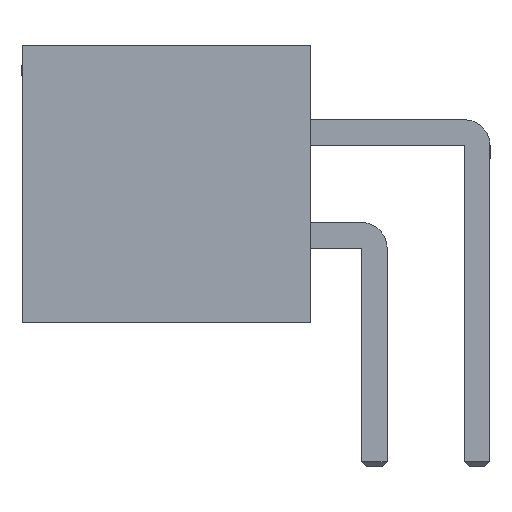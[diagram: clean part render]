
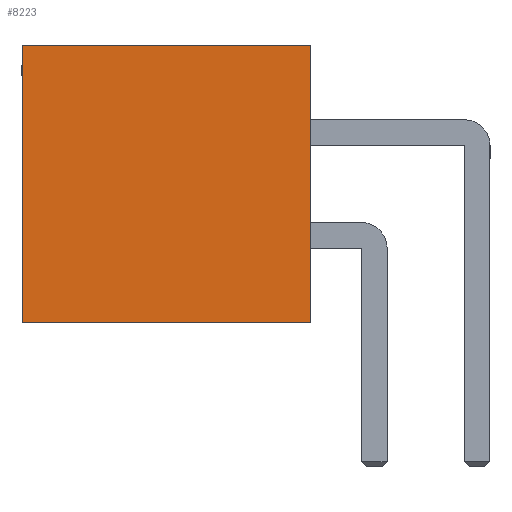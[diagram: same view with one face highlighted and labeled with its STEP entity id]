
A CAD part, left-side view. The second image highlights one B-rep face of the part: STEP entity #8223.
In plain terms, the highlighted planar face has unit normal (-1, 0, 0).
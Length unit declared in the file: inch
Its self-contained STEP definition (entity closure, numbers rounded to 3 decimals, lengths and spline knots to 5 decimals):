
#596 = EDGE_CURVE ( 'NONE', #6566, #6569, #2472, .T. ) ;
#852 = EDGE_CURVE ( 'NONE', #8315, #3602, #8652, .T. ) ;
#1259 = EDGE_CURVE ( 'NONE', #8315, #6569, #4357, .T. ) ;
#1869 = EDGE_CURVE ( 'NONE', #3602, #6566, #9917, .T. ) ;
#1977 = EDGE_LOOP ( 'NONE', ( #5493, #6170, #10050, #8293 ) ) ;
#2472 = LINE ( 'NONE', #8568, #9855 ) ;
#3602 = VERTEX_POINT ( 'NONE', #3755 ) ;
#3755 = CARTESIAN_POINT ( 'NONE',  ( 14.06823, 6.37943, -0.30709 ) ) ;
#3898 = CARTESIAN_POINT ( 'NONE',  ( 14.06823, 6.59203, -0.08661 ) ) ;
#3959 = CARTESIAN_POINT ( 'NONE',  ( 14.06823, 6.37943, -0.08661 ) ) ;
#3993 = VECTOR ( 'NONE', #9497, 39.37008 ) ;
#4357 = LINE ( 'NONE', #9458, #3993 ) ;
#5477 = DIRECTION ( 'NONE',  ( 0., -1., 0. ) ) ;
#5493 = ORIENTED_EDGE ( 'NONE', *, *, #852, .T. ) ;
#5526 = CARTESIAN_POINT ( 'NONE',  ( 14.06823, 6.37943, -0.30709 ) ) ;
#6170 = ORIENTED_EDGE ( 'NONE', *, *, #1869, .T. ) ;
#6566 = VERTEX_POINT ( 'NONE', #3959 ) ;
#6569 = VERTEX_POINT ( 'NONE', #3898 ) ;
#7004 = CARTESIAN_POINT ( 'NONE',  ( 14.06823, 6.59203, -0.30709 ) ) ;
#7590 = VECTOR ( 'NONE', #5477, 39.37008 ) ;
#7594 = DIRECTION ( 'NONE',  ( 0., 0., 1. ) ) ;
#8195 = CARTESIAN_POINT ( 'NONE',  ( 14.06823, 6.37943, -0.30709 ) ) ;
#8223 = ADVANCED_FACE ( 'NONE', ( #9690 ), #11049, .T. ) ;
#8228 = AXIS2_PLACEMENT_3D ( 'NONE', #11002, #11063, #10830 ) ;
#8293 = ORIENTED_EDGE ( 'NONE', *, *, #1259, .F. ) ;
#8315 = VERTEX_POINT ( 'NONE', #7004 ) ;
#8469 = DIRECTION ( 'NONE',  ( 0., 1., 0. ) ) ;
#8568 = CARTESIAN_POINT ( 'NONE',  ( 14.06823, 6.37943, -0.08661 ) ) ;
#8652 = LINE ( 'NONE', #5526, #7590 ) ;
#9458 = CARTESIAN_POINT ( 'NONE',  ( 14.06823, 6.59203, -0.30709 ) ) ;
#9497 = DIRECTION ( 'NONE',  ( 0., 0., 1. ) ) ;
#9690 = FACE_OUTER_BOUND ( 'NONE', #1977, .T. ) ;
#9855 = VECTOR ( 'NONE', #8469, 39.37008 ) ;
#9917 = LINE ( 'NONE', #8195, #10329 ) ;
#10050 = ORIENTED_EDGE ( 'NONE', *, *, #596, .T. ) ;
#10329 = VECTOR ( 'NONE', #7594, 39.37008 ) ;
#10830 = DIRECTION ( 'NONE',  ( 0., -1., 0. ) ) ;
#11002 = CARTESIAN_POINT ( 'NONE',  ( 14.06823, 6.37943, -0.30709 ) ) ;
#11049 = PLANE ( 'NONE',  #8228 ) ;
#11063 = DIRECTION ( 'NONE',  ( -1., 0., 0. ) ) ;
